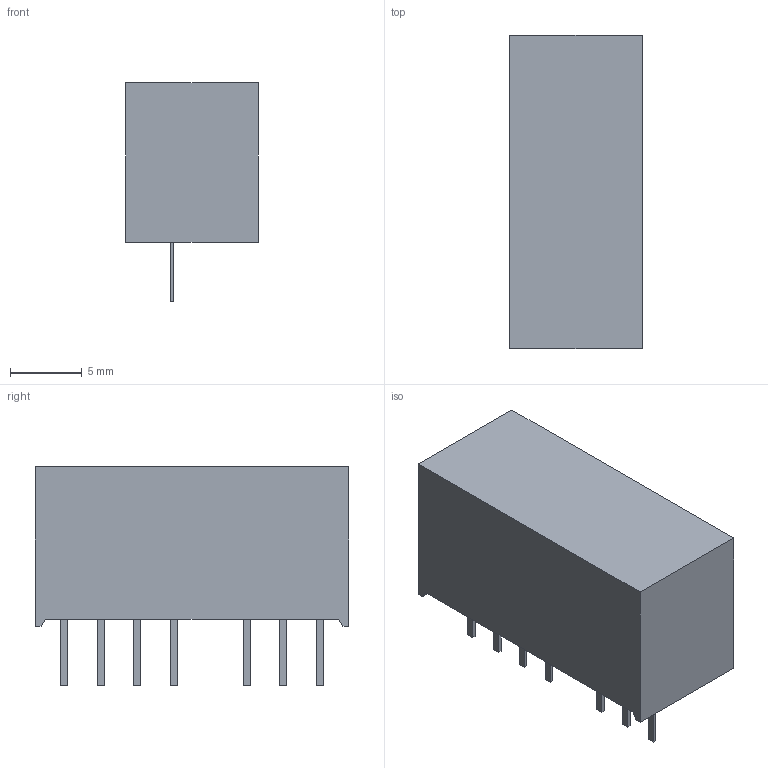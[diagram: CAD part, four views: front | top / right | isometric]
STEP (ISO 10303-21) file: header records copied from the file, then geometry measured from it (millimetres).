
FILE_DESCRIPTION(('FreeCAD Model'),'2;1');
FILE_NAME('TMR_6-2421WI.step', '2018-12-18T16:20:04',('Author'),(''), 'Open CASCADE STEP processor 6.8','FreeCAD','Unknown');
FILE_SCHEMA(('AUTOMOTIVE_DESIGN_CC2 { 1 2 10303 214 -1 1 5 4 }'));
Length unit declared in the file: millimetre
Products named in the file (2): ASSEMBLY; Compound
Assembly tree (1 placements, depth 2):
  ASSEMBLY
    Compound
Bounding box: 9.2 x 21.8 x 15.2 mm (x, y, z)
Volume: 2136.2 mm3; surface area: 1138.7 mm2
Topology: 8 solids, 8 shells, 53 faces, 111 edges, 74 vertices
Faces by surface type: plane 53
Entity records: 3216 total; most frequent: CARTESIAN_POINT 462, DIRECTION 443, LINE 333, VECTOR 333, ORIENTED_EDGE 222, PCURVE 222, DEFINITIONAL_REPRESENTATION 222, EDGE_CURVE 111
